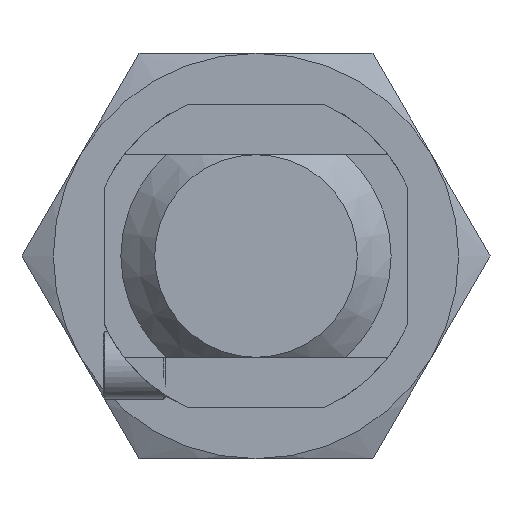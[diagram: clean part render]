
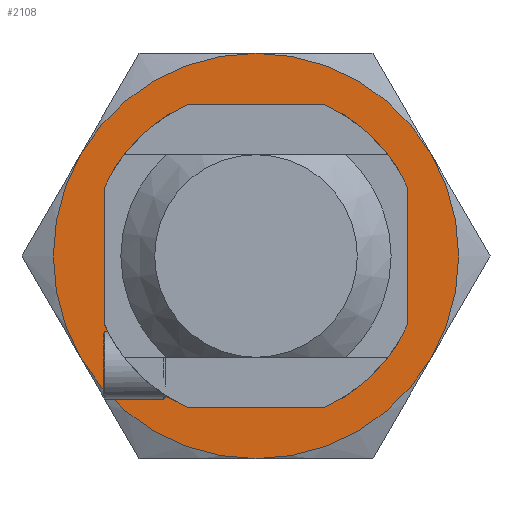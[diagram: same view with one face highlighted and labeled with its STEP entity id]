
A CAD part, left-side view. The second image highlights one B-rep face of the part: STEP entity #2108.
In plain terms, the highlighted planar face has unit normal (-1, 0, 0).
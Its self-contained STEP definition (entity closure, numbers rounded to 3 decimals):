
#677=PLANE('',#2320);
#828=VERTEX_POINT('',#3418);
#832=VERTEX_POINT('',#3436);
#836=VERTEX_POINT('',#3454);
#840=VERTEX_POINT('',#3468);
#844=VERTEX_POINT('',#3489);
#845=VERTEX_POINT('',#3495);
#846=VERTEX_POINT('',#3497);
#928=CIRCLE('',#2305,8.);
#935=CIRCLE('',#2315,12.);
#936=CIRCLE('',#2317,12.);
#937=CIRCLE('',#2319,12.);
#938=CIRCLE('',#2321,12.);
#939=CIRCLE('',#2322,12.);
#940=CIRCLE('',#2323,12.);
#1156=EDGE_CURVE('',#840,#840,#928,.F.);
#1164=EDGE_CURVE('',#828,#836,#935,.F.);
#1165=EDGE_CURVE('',#832,#828,#936,.F.);
#1166=EDGE_CURVE('',#844,#832,#937,.F.);
#1168=EDGE_CURVE('',#845,#844,#938,.T.);
#1169=EDGE_CURVE('',#846,#845,#939,.T.);
#1170=EDGE_CURVE('',#836,#846,#940,.T.);
#1618=ORIENTED_EDGE('',*,*,#1166,.F.);
#1619=ORIENTED_EDGE('',*,*,#1168,.F.);
#1620=ORIENTED_EDGE('',*,*,#1169,.F.);
#1621=ORIENTED_EDGE('',*,*,#1170,.F.);
#1622=ORIENTED_EDGE('',*,*,#1164,.F.);
#1623=ORIENTED_EDGE('',*,*,#1165,.F.);
#1624=ORIENTED_EDGE('',*,*,#1156,.T.);
#1820=EDGE_LOOP('',(#1618,#1619,#1620,#1621,#1622,#1623));
#1821=EDGE_LOOP('',(#1624));
#1986=FACE_BOUND('',#1820,.T.);
#1987=FACE_BOUND('',#1821,.T.);
#2108=ADVANCED_FACE('',(#1986,#1987),#677,.F.);
#2305=AXIS2_PLACEMENT_3D('',#3467,#2768,#2769);
#2315=AXIS2_PLACEMENT_3D('',#3484,#2787,#2788);
#2317=AXIS2_PLACEMENT_3D('',#3486,#2791,#2792);
#2319=AXIS2_PLACEMENT_3D('',#3488,#2795,#2796);
#2320=AXIS2_PLACEMENT_3D('',#3493,#2797,$);
#2321=AXIS2_PLACEMENT_3D('',#3494,#2798,#2799);
#2322=AXIS2_PLACEMENT_3D('',#3496,#2800,#2801);
#2323=AXIS2_PLACEMENT_3D('',#3498,#2802,#2803);
#2768=DIRECTION('',(-1.,0.,0.));
#2769=DIRECTION('',(0.,0.,8.));
#2787=DIRECTION('',(-1.,0.,0.));
#2788=DIRECTION('',(0.,0.,-12.));
#2791=DIRECTION('',(-1.,0.,0.));
#2792=DIRECTION('',(0.,0.,-12.));
#2795=DIRECTION('',(-1.,0.,0.));
#2796=DIRECTION('',(0.,0.,-12.));
#2797=DIRECTION('',(1.,0.,0.));
#2798=DIRECTION('',(1.,0.,0.));
#2799=DIRECTION('',(0.,0.,-12.));
#2800=DIRECTION('',(1.,0.,0.));
#2801=DIRECTION('',(0.,0.,-12.));
#2802=DIRECTION('',(1.,0.,0.));
#2803=DIRECTION('',(0.,0.,-12.));
#3418=CARTESIAN_POINT('',(0.,0.,12.));
#3436=CARTESIAN_POINT('',(0.,10.392,6.));
#3454=CARTESIAN_POINT('',(0.,-10.392,6.));
#3467=CARTESIAN_POINT('',(0.,0.,0.));
#3468=CARTESIAN_POINT('',(0.,0.,-8.));
#3484=CARTESIAN_POINT('',(0.,0.,0.));
#3486=CARTESIAN_POINT('',(0.,0.,0.));
#3488=CARTESIAN_POINT('',(0.,0.,0.));
#3489=CARTESIAN_POINT('',(0.,10.392,-6.));
#3493=CARTESIAN_POINT('',(0.,0.,0.));
#3494=CARTESIAN_POINT('',(0.,0.,0.));
#3495=CARTESIAN_POINT('',(0.,0.,-12.));
#3496=CARTESIAN_POINT('',(0.,0.,0.));
#3497=CARTESIAN_POINT('',(0.,-10.392,-6.));
#3498=CARTESIAN_POINT('',(0.,0.,0.));
